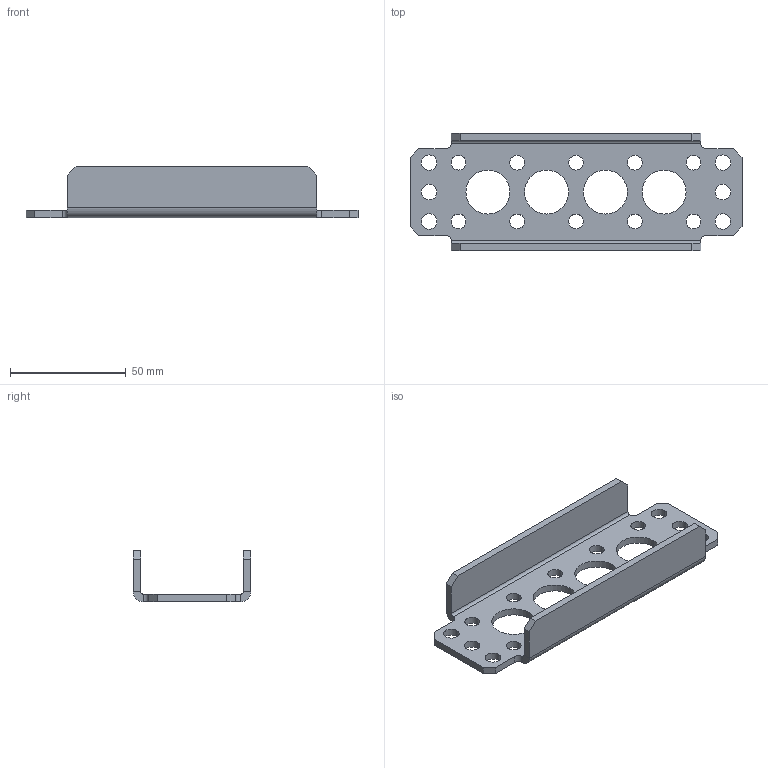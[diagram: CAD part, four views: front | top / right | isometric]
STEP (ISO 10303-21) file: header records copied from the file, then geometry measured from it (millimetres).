
FILE_DESCRIPTION (( 'STEP AP203' ), '1' );
FILE_NAME ('217-2593-009 Rev2.STEP', '2013-01-10T20:52:51', ( '' ), ( '' ), 'SwSTEP 2.0', 'SolidWorks 2012', '' );
FILE_SCHEMA (( 'CONFIG_CONTROL_DESIGN' ));
Length unit declared in the file: inch
Products named in the file (1): 217-2593-009 Rev2
Bounding box: 143.61 x 50.8 x 22.23 mm (x, y, z)
Volume: 28412.7 mm3; surface area: 21091.6 mm2
Topology: 1 solids, 1 shells, 78 faces, 212 edges, 136 vertices
Faces by surface type: cylinder 48, plane 30
Entity records: 2643 total; most frequent: DIRECTION 466, CARTESIAN_POINT 427, ORIENTED_EDGE 424, EDGE_CURVE 212, AXIS2_PLACEMENT_3D 175, VERTEX_POINT 136, EDGE_LOOP 118, LINE 116
